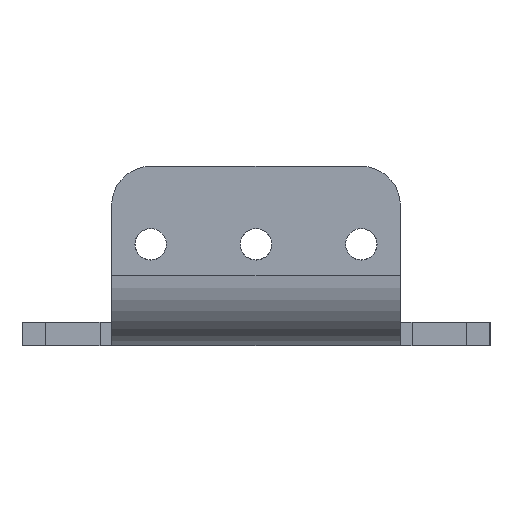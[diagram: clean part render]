
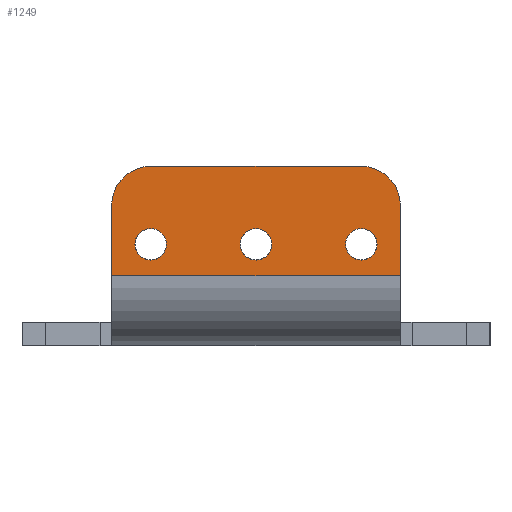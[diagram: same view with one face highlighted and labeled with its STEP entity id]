
A CAD part, left-side view. The second image highlights one B-rep face of the part: STEP entity #1249.
In plain terms, the highlighted planar face has unit normal (-1, 0, 0).
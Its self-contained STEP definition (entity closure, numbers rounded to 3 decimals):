
#42 = DIRECTION ( 'NONE',  ( 0., 0., 1. ) ) ;
#56 = EDGE_LOOP ( 'NONE', ( #956, #914 ) ) ;
#94 = LINE ( 'NONE', #728, #1964 ) ;
#100 = EDGE_CURVE ( 'NONE', #1474, #567, #552, .T. ) ;
#111 = AXIS2_PLACEMENT_3D ( 'NONE', #581, #545, #1320 ) ;
#118 = VERTEX_POINT ( 'NONE', #548 ) ;
#120 = ORIENTED_EDGE ( 'NONE', *, *, #1549, .T. ) ;
#186 = DIRECTION ( 'NONE',  ( 0., -1., 0. ) ) ;
#187 = CARTESIAN_POINT ( 'NONE',  ( 0., 43.5, 15. ) ) ;
#205 = EDGE_CURVE ( 'NONE', #598, #118, #94, .T. ) ;
#225 = VERTEX_POINT ( 'NONE', #889 ) ;
#256 = FACE_OUTER_BOUND ( 'NONE', #709, .T. ) ;
#265 = DIRECTION ( 'NONE',  ( 0., 0., 1. ) ) ;
#267 = DIRECTION ( 'NONE',  ( 0., 0., 1. ) ) ;
#279 = CARTESIAN_POINT ( 'NONE',  ( 0., 16.5, 20. ) ) ;
#297 = LINE ( 'NONE', #1229, #1116 ) ;
#310 = CIRCLE ( 'NONE', #1455, 2.025 ) ;
#319 = CIRCLE ( 'NONE', #1107, 5. ) ;
#338 = VECTOR ( 'NONE', #186, 1000. ) ;
#340 = VERTEX_POINT ( 'NONE', #1120 ) ;
#372 = DIRECTION ( 'NONE',  ( -1., 0., 0. ) ) ;
#397 = EDGE_CURVE ( 'NONE', #225, #118, #319, .T. ) ;
#398 = LINE ( 'NONE', #590, #1097 ) ;
#425 = CARTESIAN_POINT ( 'NONE',  ( 0., 0., 0. ) ) ;
#430 = EDGE_CURVE ( 'NONE', #1595, #566, #647, .T. ) ;
#436 = DIRECTION ( 'NONE',  ( -1., 0., 0. ) ) ;
#446 = PLANE ( 'NONE',  #1706 ) ;
#465 = CARTESIAN_POINT ( 'NONE',  ( 0., 43.5, 12.025 ) ) ;
#504 = AXIS2_PLACEMENT_3D ( 'NONE', #1426, #1621, #842 ) ;
#520 = DIRECTION ( 'NONE',  ( 0., 0., 1. ) ) ;
#545 = DIRECTION ( 'NONE',  ( -1., 0., 0. ) ) ;
#548 = CARTESIAN_POINT ( 'NONE',  ( 0., 48.5, 15. ) ) ;
#552 = CIRCLE ( 'NONE', #1134, 2.025 ) ;
#555 = AXIS2_PLACEMENT_3D ( 'NONE', #717, #372, #1142 ) ;
#566 = VERTEX_POINT ( 'NONE', #279 ) ;
#567 = VERTEX_POINT ( 'NONE', #465 ) ;
#576 = CIRCLE ( 'NONE', #504, 2.025 ) ;
#581 = CARTESIAN_POINT ( 'NONE',  ( 0., 43.5, 10. ) ) ;
#586 = VERTEX_POINT ( 'NONE', #947 ) ;
#590 = CARTESIAN_POINT ( 'NONE',  ( 0., 11.5, 20. ) ) ;
#596 = ORIENTED_EDGE ( 'NONE', *, *, #1912, .F. ) ;
#598 = VERTEX_POINT ( 'NONE', #623 ) ;
#623 = CARTESIAN_POINT ( 'NONE',  ( 0., 48.5, 6. ) ) ;
#647 = CIRCLE ( 'NONE', #555, 5. ) ;
#694 = CARTESIAN_POINT ( 'NONE',  ( 0., 43.5, 10. ) ) ;
#709 = EDGE_LOOP ( 'NONE', ( #596, #1061, #711, #957, #1198, #120 ) ) ;
#711 = ORIENTED_EDGE ( 'NONE', *, *, #1728, .F. ) ;
#717 = CARTESIAN_POINT ( 'NONE',  ( 0., 16.5, 15. ) ) ;
#728 = CARTESIAN_POINT ( 'NONE',  ( 0., 48.5, 20. ) ) ;
#746 = CARTESIAN_POINT ( 'NONE',  ( 0., 0., 6. ) ) ;
#756 = CIRCLE ( 'NONE', #1208, 2.025 ) ;
#789 = CARTESIAN_POINT ( 'NONE',  ( 0., 30., 10. ) ) ;
#842 = DIRECTION ( 'NONE',  ( 0., 0., 1. ) ) ;
#843 = CARTESIAN_POINT ( 'NONE',  ( 0., 43.5, 7.975 ) ) ;
#855 = EDGE_CURVE ( 'NONE', #1433, #586, #756, .T. ) ;
#889 = CARTESIAN_POINT ( 'NONE',  ( 0., 43.5, 20. ) ) ;
#891 = ORIENTED_EDGE ( 'NONE', *, *, #1593, .F. ) ;
#914 = ORIENTED_EDGE ( 'NONE', *, *, #855, .F. ) ;
#925 = CARTESIAN_POINT ( 'NONE',  ( 0., 30., 7.975 ) ) ;
#947 = CARTESIAN_POINT ( 'NONE',  ( 0., 30., 12.025 ) ) ;
#956 = ORIENTED_EDGE ( 'NONE', *, *, #1260, .F. ) ;
#957 = ORIENTED_EDGE ( 'NONE', *, *, #397, .T. ) ;
#1025 = DIRECTION ( 'NONE',  ( -1., 0., 0. ) ) ;
#1061 = ORIENTED_EDGE ( 'NONE', *, *, #430, .T. ) ;
#1097 = VECTOR ( 'NONE', #1360, 1000. ) ;
#1107 = AXIS2_PLACEMENT_3D ( 'NONE', #187, #1453, #42 ) ;
#1116 = VECTOR ( 'NONE', #1864, 1000. ) ;
#1120 = CARTESIAN_POINT ( 'NONE',  ( 0., 16.5, 12.025 ) ) ;
#1134 = AXIS2_PLACEMENT_3D ( 'NONE', #694, #1025, #1807 ) ;
#1142 = DIRECTION ( 'NONE',  ( 0., 0., 1. ) ) ;
#1181 = EDGE_LOOP ( 'NONE', ( #891, #2023 ) ) ;
#1198 = ORIENTED_EDGE ( 'NONE', *, *, #205, .F. ) ;
#1208 = AXIS2_PLACEMENT_3D ( 'NONE', #789, #1891, #1655 ) ;
#1229 = CARTESIAN_POINT ( 'NONE',  ( 0., 11.5, 0. ) ) ;
#1249 = ADVANCED_FACE ( 'NONE', ( #1849, #1857, #1829, #256 ), #446, .T. ) ;
#1260 = EDGE_CURVE ( 'NONE', #586, #1433, #1465, .T. ) ;
#1320 = DIRECTION ( 'NONE',  ( 0., 0., 1. ) ) ;
#1349 = LINE ( 'NONE', #746, #338 ) ;
#1360 = DIRECTION ( 'NONE',  ( 0., -1., 0. ) ) ;
#1401 = VERTEX_POINT ( 'NONE', #1794 ) ;
#1426 = CARTESIAN_POINT ( 'NONE',  ( 0., 16.5, 10. ) ) ;
#1433 = VERTEX_POINT ( 'NONE', #925 ) ;
#1453 = DIRECTION ( 'NONE',  ( -1., 0., 0. ) ) ;
#1455 = AXIS2_PLACEMENT_3D ( 'NONE', #1526, #1848, #265 ) ;
#1465 = CIRCLE ( 'NONE', #1502, 2.025 ) ;
#1474 = VERTEX_POINT ( 'NONE', #843 ) ;
#1501 = EDGE_LOOP ( 'NONE', ( #1632, #1543 ) ) ;
#1502 = AXIS2_PLACEMENT_3D ( 'NONE', #1991, #1708, #1519 ) ;
#1519 = DIRECTION ( 'NONE',  ( 0., 0., 1. ) ) ;
#1526 = CARTESIAN_POINT ( 'NONE',  ( 0., 16.5, 10. ) ) ;
#1543 = ORIENTED_EDGE ( 'NONE', *, *, #100, .F. ) ;
#1549 = EDGE_CURVE ( 'NONE', #598, #1917, #1349, .T. ) ;
#1593 = EDGE_CURVE ( 'NONE', #340, #1401, #576, .T. ) ;
#1595 = VERTEX_POINT ( 'NONE', #1935 ) ;
#1621 = DIRECTION ( 'NONE',  ( -1., 0., 0. ) ) ;
#1632 = ORIENTED_EDGE ( 'NONE', *, *, #1704, .F. ) ;
#1655 = DIRECTION ( 'NONE',  ( 0., 0., 1. ) ) ;
#1704 = EDGE_CURVE ( 'NONE', #567, #1474, #2024, .T. ) ;
#1706 = AXIS2_PLACEMENT_3D ( 'NONE', #425, #436, #267 ) ;
#1708 = DIRECTION ( 'NONE',  ( -1., 0., 0. ) ) ;
#1716 = CARTESIAN_POINT ( 'NONE',  ( 0., 11.5, 6. ) ) ;
#1728 = EDGE_CURVE ( 'NONE', #225, #566, #398, .T. ) ;
#1739 = EDGE_CURVE ( 'NONE', #1401, #340, #310, .T. ) ;
#1794 = CARTESIAN_POINT ( 'NONE',  ( 0., 16.5, 7.975 ) ) ;
#1807 = DIRECTION ( 'NONE',  ( 0., 0., 1. ) ) ;
#1829 = FACE_BOUND ( 'NONE', #1181, .T. ) ;
#1848 = DIRECTION ( 'NONE',  ( -1., 0., 0. ) ) ;
#1849 = FACE_BOUND ( 'NONE', #1501, .T. ) ;
#1857 = FACE_BOUND ( 'NONE', #56, .T. ) ;
#1864 = DIRECTION ( 'NONE',  ( 0., 0., -1. ) ) ;
#1891 = DIRECTION ( 'NONE',  ( -1., 0., 0. ) ) ;
#1912 = EDGE_CURVE ( 'NONE', #1595, #1917, #297, .T. ) ;
#1917 = VERTEX_POINT ( 'NONE', #1716 ) ;
#1935 = CARTESIAN_POINT ( 'NONE',  ( 0., 11.5, 15. ) ) ;
#1964 = VECTOR ( 'NONE', #520, 1000. ) ;
#1991 = CARTESIAN_POINT ( 'NONE',  ( 0., 30., 10. ) ) ;
#2023 = ORIENTED_EDGE ( 'NONE', *, *, #1739, .F. ) ;
#2024 = CIRCLE ( 'NONE', #111, 2.025 ) ;
